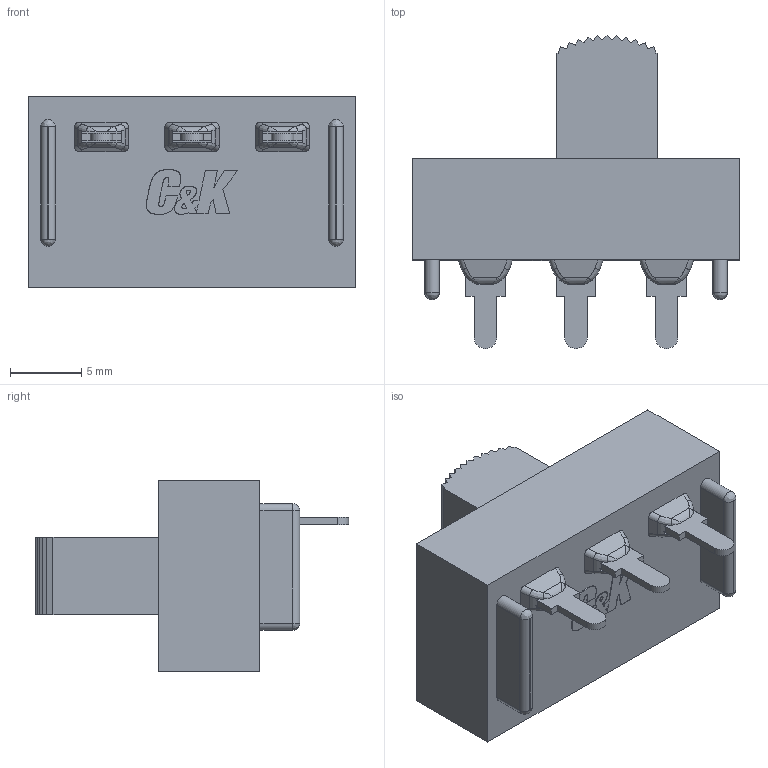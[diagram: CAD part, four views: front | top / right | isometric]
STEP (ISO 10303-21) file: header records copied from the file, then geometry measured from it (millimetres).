
FILE_DESCRIPTION(/* description */ (''),/* implementation_level */ '2;1');
FILE_NAME(/* name */ 'C+K_Slide_SPDT_S102031MS02Q_TH.step',/* time_stamp */ '2019-09-22T21:37:59+01:00',/* author */ (''),/* organization */ (''),/* preprocessor_version */ 'ST-DEVELOPER v18',/* originating_system */ 'Autodesk Translation Framework v8.6.0.1094',/* authorisation */ '');
FILE_SCHEMA (('AUTOMOTIVE_DESIGN { 1 0 10303 214 3 1 1 }'));
Length unit declared in the file: metre
Products named in the file (3): C+K_Slide_SPDT_S102031MS02Q_TH; DEFAULT (1); DEFAULT
Assembly tree (2 placements, depth 3):
  C+K_Slide_SPDT_S102031MS02Q_TH
    DEFAULT (1)
      DEFAULT
Bounding box: 22.99 x 21.97 x 13.46 mm (x, y, z)
Surface area: 2576 mm2 (no closed solid volume)
Topology: 0 solids, 378 shells, 378 faces, 1984 edges, 1984 vertices
Faces by surface type: plane 269, bspline 68, cylinder 41
Entity records: 23616 total; most frequent: CARTESIAN_POINT 8320, DIRECTION 2576, VERTEX_POINT 1984, EDGE_CURVE 1984, ORIENTED_EDGE 1984, LINE 1506, VECTOR 1506, AXIS2_PLACEMENT_3D 535
